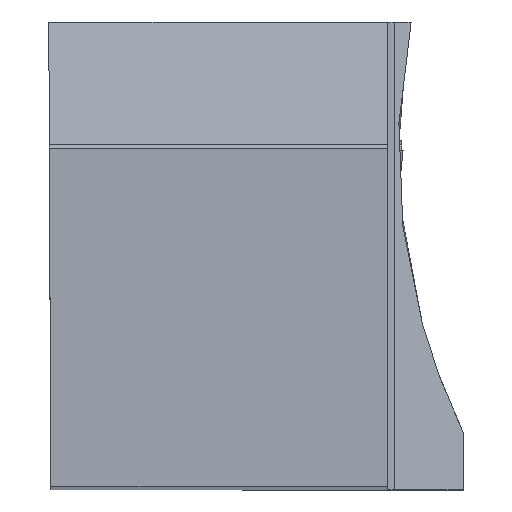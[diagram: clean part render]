
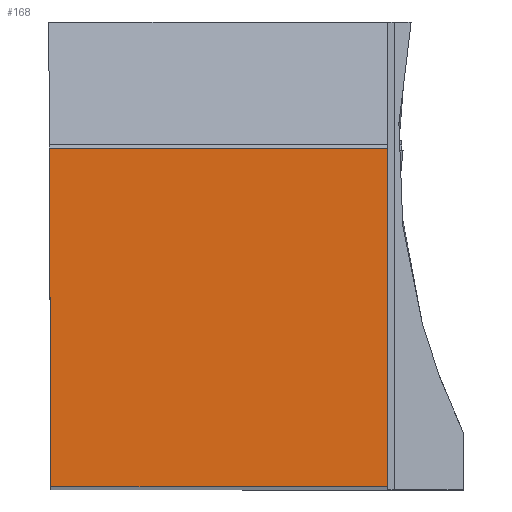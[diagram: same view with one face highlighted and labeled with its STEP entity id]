
A CAD part, top view. The second image highlights one B-rep face of the part: STEP entity #168.
In plain terms, the highlighted planar face has unit normal (0, 0, 1).
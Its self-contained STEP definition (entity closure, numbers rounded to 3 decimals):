
#168=ADVANCED_FACE('BLANK_BOXF006',(#269),#214,.F.);
#214=PLANE('',#1282);
#269=FACE_OUTER_BOUND('',#325,.T.);
#325=EDGE_LOOP('',(#578,#579,#580,#581));
#578=ORIENTED_EDGE('',*,*,#898,.T.);
#579=ORIENTED_EDGE('',*,*,#899,.T.);
#580=ORIENTED_EDGE('',*,*,#894,.T.);
#581=ORIENTED_EDGE('',*,*,#889,.T.);
#750=VERTEX_POINT('',#2188);
#751=VERTEX_POINT('',#2190);
#753=VERTEX_POINT('',#2199);
#756=VERTEX_POINT('',#2207);
#889=EDGE_CURVE('',#751,#750,#1003,.T.);
#894=EDGE_CURVE('',#753,#751,#1008,.T.);
#898=EDGE_CURVE('',#750,#756,#1012,.T.);
#899=EDGE_CURVE('',#756,#753,#1013,.T.);
#1003=LINE('',#2189,#1116);
#1008=LINE('',#2198,#1121);
#1012=LINE('',#2206,#1125);
#1013=LINE('',#2208,#1126);
#1116=VECTOR('',#1514,1.);
#1121=VECTOR('',#1523,1.);
#1125=VECTOR('',#1529,1.);
#1126=VECTOR('',#1530,1.);
#1282=AXIS2_PLACEMENT_3D('',#2209,#1531,#1532);
#1514=DIRECTION('',(1.,0.,0.));
#1523=DIRECTION('',(0.004,-1.,0.));
#1529=DIRECTION('',(0.,1.,0.));
#1530=DIRECTION('',(-1.,0.,0.));
#1531=DIRECTION('',(0.,0.,-1.));
#1532=DIRECTION('',(0.,-1.,0.));
#2188=CARTESIAN_POINT('',(24.875,0.,0.));
#2189=CARTESIAN_POINT('',(-150.55,0.,0.));
#2190=CARTESIAN_POINT('',(0.109,0.,0.));
#2198=CARTESIAN_POINT('',(-0.548,150.549,0.));
#2199=CARTESIAN_POINT('',(0.,24.875,0.));
#2206=CARTESIAN_POINT('',(24.875,-150.55,0.));
#2207=CARTESIAN_POINT('',(24.875,24.875,0.));
#2208=CARTESIAN_POINT('',(150.55,24.875,0.));
#2209=CARTESIAN_POINT('',(30.446,-5.,0.));
